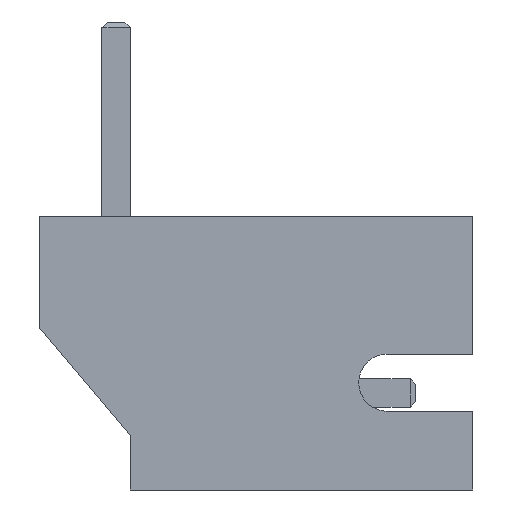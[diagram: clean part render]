
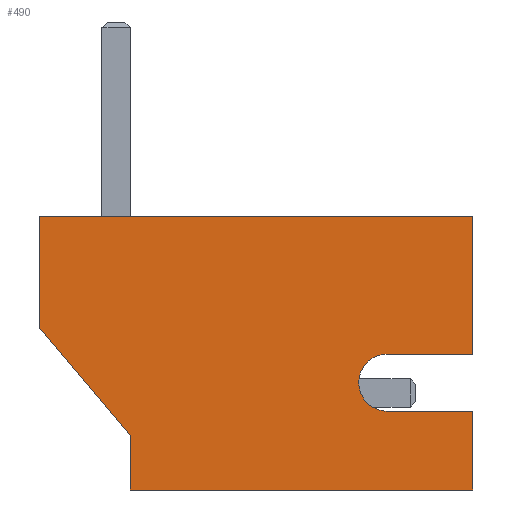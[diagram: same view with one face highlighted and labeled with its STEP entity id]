
A CAD part, left-side view. The second image highlights one B-rep face of the part: STEP entity #490.
In plain terms, the highlighted planar face has unit normal (-1, 0, 0).
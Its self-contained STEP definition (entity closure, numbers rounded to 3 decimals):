
#107 = DIRECTION ( 'NONE',  ( 0., 0., 1. ) ) ;
#490 = ADVANCED_FACE ( 'NONE', ( #7870 ), #11221, .F. ) ;
#521 = VECTOR ( 'NONE', #857, 1000. ) ;
#569 = CARTESIAN_POINT ( 'NONE',  ( -1.95, 4.8, -6.25 ) ) ;
#697 = CARTESIAN_POINT ( 'NONE',  ( -1.95, 4.8, -6.25 ) ) ;
#833 = VERTEX_POINT ( 'NONE', #5378 ) ;
#836 = DIRECTION ( 'NONE',  ( 0., 0.765, -0.644 ) ) ;
#857 = DIRECTION ( 'NONE',  ( 0., 1., 0. ) ) ;
#876 = VECTOR ( 'NONE', #6704, 1000. ) ;
#1039 = AXIS2_PLACEMENT_3D ( 'NONE', #10557, #6872, #9394 ) ;
#1277 = CARTESIAN_POINT ( 'NONE',  ( -1.95, 0., 1.35 ) ) ;
#1333 = LINE ( 'NONE', #9654, #13354 ) ;
#1548 = VECTOR ( 'NONE', #3179, 1000. ) ;
#1670 = CARTESIAN_POINT ( 'NONE',  ( -1.95, 3.85, -0.25 ) ) ;
#2020 = CIRCLE ( 'NONE', #1039, 0.5 ) ;
#2299 = EDGE_CURVE ( 'NONE', #15112, #12868, #1333, .T. ) ;
#2425 = VECTOR ( 'NONE', #107, 1000. ) ;
#2559 = LINE ( 'NONE', #10660, #2425 ) ;
#2822 = VERTEX_POINT ( 'NONE', #2980 ) ;
#2828 = EDGE_CURVE ( 'NONE', #12868, #5300, #14757, .T. ) ;
#2980 = CARTESIAN_POINT ( 'NONE',  ( -1.95, 0., 1.35 ) ) ;
#3045 = LINE ( 'NONE', #13581, #4393 ) ;
#3179 = DIRECTION ( 'NONE',  ( 0., 1., 0. ) ) ;
#3249 = EDGE_CURVE ( 'NONE', #5300, #11788, #6281, .T. ) ;
#3662 = ORIENTED_EDGE ( 'NONE', *, *, #6293, .T. ) ;
#4393 = VECTOR ( 'NONE', #5754, 1000. ) ;
#4627 = CARTESIAN_POINT ( 'NONE',  ( -1.95, 3.42, -6.25 ) ) ;
#4771 = ORIENTED_EDGE ( 'NONE', *, *, #2299, .F. ) ;
#4805 = EDGE_CURVE ( 'NONE', #6822, #14753, #14726, .T. ) ;
#5010 = CARTESIAN_POINT ( 'NONE',  ( -1.95, 2.42, -4.75 ) ) ;
#5273 = DIRECTION ( 'NONE',  ( 0., 0., 1. ) ) ;
#5300 = VERTEX_POINT ( 'NONE', #12113 ) ;
#5378 = CARTESIAN_POINT ( 'NONE',  ( -1.95, 0., -6.25 ) ) ;
#5526 = CARTESIAN_POINT ( 'NONE',  ( -1.95, 4.8, -6.25 ) ) ;
#5754 = DIRECTION ( 'NONE',  ( 0., 0., 1. ) ) ;
#5970 = DIRECTION ( 'NONE',  ( 0., 0., -1. ) ) ;
#6028 = VERTEX_POINT ( 'NONE', #14039 ) ;
#6066 = ORIENTED_EDGE ( 'NONE', *, *, #10618, .T. ) ;
#6281 = LINE ( 'NONE', #569, #13426 ) ;
#6290 = CARTESIAN_POINT ( 'NONE',  ( -1.95, 1.95, 1.35 ) ) ;
#6293 = EDGE_CURVE ( 'NONE', #14753, #11788, #12432, .T. ) ;
#6704 = DIRECTION ( 'NONE',  ( 0., 1., 0. ) ) ;
#6822 = VERTEX_POINT ( 'NONE', #6290 ) ;
#6872 = DIRECTION ( 'NONE',  ( -1., 0., 0. ) ) ;
#7212 = AXIS2_PLACEMENT_3D ( 'NONE', #697, #7571, #11072 ) ;
#7571 = DIRECTION ( 'NONE',  ( 1., 0., 0. ) ) ;
#7579 = ORIENTED_EDGE ( 'NONE', *, *, #13730, .F. ) ;
#7614 = EDGE_CURVE ( 'NONE', #833, #6028, #11340, .T. ) ;
#7870 = FACE_OUTER_BOUND ( 'NONE', #12225, .T. ) ;
#8385 = DIRECTION ( 'NONE',  ( 0., 1., 0. ) ) ;
#8830 = ORIENTED_EDGE ( 'NONE', *, *, #15187, .T. ) ;
#9100 = CARTESIAN_POINT ( 'NONE',  ( -1.95, 4.8, -0.25 ) ) ;
#9394 = DIRECTION ( 'NONE',  ( 0., 1., 0. ) ) ;
#9654 = CARTESIAN_POINT ( 'NONE',  ( -1.95, 3.42, -6.25 ) ) ;
#9842 = VECTOR ( 'NONE', #836, 1000. ) ;
#10015 = CARTESIAN_POINT ( 'NONE',  ( -1.95, 4.8, -0.25 ) ) ;
#10466 = ORIENTED_EDGE ( 'NONE', *, *, #3249, .F. ) ;
#10557 = CARTESIAN_POINT ( 'NONE',  ( -1.95, 2.92, -4.75 ) ) ;
#10587 = CARTESIAN_POINT ( 'NONE',  ( -1.95, 3.42, -4.75 ) ) ;
#10618 = EDGE_CURVE ( 'NONE', #2822, #6822, #12936, .T. ) ;
#10660 = CARTESIAN_POINT ( 'NONE',  ( -1.95, 0., -6.25 ) ) ;
#11072 = DIRECTION ( 'NONE',  ( 0., -1., 0. ) ) ;
#11221 = PLANE ( 'NONE',  #7212 ) ;
#11304 = ORIENTED_EDGE ( 'NONE', *, *, #4805, .T. ) ;
#11340 = LINE ( 'NONE', #5526, #1548 ) ;
#11760 = ORIENTED_EDGE ( 'NONE', *, *, #7614, .F. ) ;
#11788 = VERTEX_POINT ( 'NONE', #9100 ) ;
#11789 = EDGE_CURVE ( 'NONE', #12889, #15112, #2020, .T. ) ;
#12113 = CARTESIAN_POINT ( 'NONE',  ( -1.95, 4.8, -6.25 ) ) ;
#12225 = EDGE_LOOP ( 'NONE', ( #13550, #4771, #14205, #7579, #11760, #8830, #6066, #11304, #3662, #10466 ) ) ;
#12432 = LINE ( 'NONE', #10015, #521 ) ;
#12622 = VECTOR ( 'NONE', #8385, 1000. ) ;
#12868 = VERTEX_POINT ( 'NONE', #4627 ) ;
#12889 = VERTEX_POINT ( 'NONE', #5010 ) ;
#12936 = LINE ( 'NONE', #1277, #12622 ) ;
#13354 = VECTOR ( 'NONE', #5970, 1000. ) ;
#13426 = VECTOR ( 'NONE', #5273, 1000. ) ;
#13490 = CARTESIAN_POINT ( 'NONE',  ( -1.95, 3.85, -0.25 ) ) ;
#13550 = ORIENTED_EDGE ( 'NONE', *, *, #2828, .F. ) ;
#13581 = CARTESIAN_POINT ( 'NONE',  ( -1.95, 2.42, -6.25 ) ) ;
#13676 = CARTESIAN_POINT ( 'NONE',  ( -1.95, 4.8, -6.25 ) ) ;
#13730 = EDGE_CURVE ( 'NONE', #6028, #12889, #3045, .T. ) ;
#14039 = CARTESIAN_POINT ( 'NONE',  ( -1.95, 2.42, -6.25 ) ) ;
#14205 = ORIENTED_EDGE ( 'NONE', *, *, #11789, .F. ) ;
#14726 = LINE ( 'NONE', #13490, #9842 ) ;
#14753 = VERTEX_POINT ( 'NONE', #1670 ) ;
#14757 = LINE ( 'NONE', #13676, #876 ) ;
#15112 = VERTEX_POINT ( 'NONE', #10587 ) ;
#15187 = EDGE_CURVE ( 'NONE', #833, #2822, #2559, .T. ) ;
